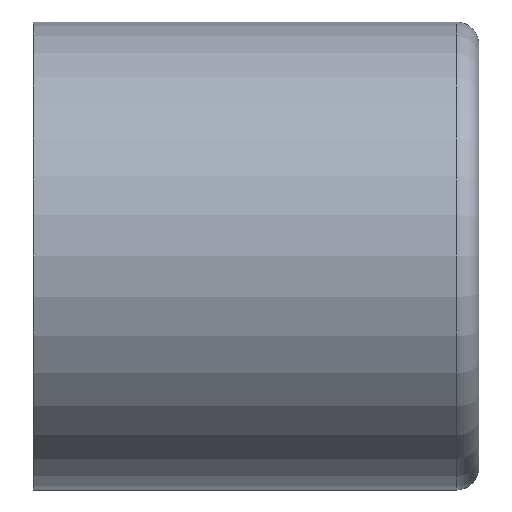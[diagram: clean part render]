
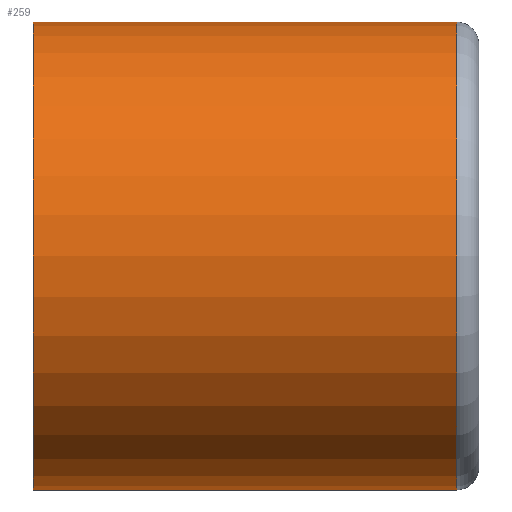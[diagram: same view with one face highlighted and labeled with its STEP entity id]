
A CAD part, left-side view. The second image highlights one B-rep face of the part: STEP entity #259.
In plain terms, the highlighted cylindrical face has radius 42 mm (diameter 84 mm), a partial arc.
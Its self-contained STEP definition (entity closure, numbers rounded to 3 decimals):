
#5 = VECTOR ( 'NONE', #195, 1000. ) ;
#10 = ORIENTED_EDGE ( 'NONE', *, *, #301, .F. ) ;
#14 = CARTESIAN_POINT ( 'NONE',  ( 0., 80., -42. ) ) ;
#16 = VERTEX_POINT ( 'NONE', #294 ) ;
#60 = ORIENTED_EDGE ( 'NONE', *, *, #291, .T. ) ;
#70 = AXIS2_PLACEMENT_3D ( 'NONE', #73, #94, #170 ) ;
#73 = CARTESIAN_POINT ( 'NONE',  ( 0., 4., 0. ) ) ;
#83 = DIRECTION ( 'NONE',  ( 0., 1., 0. ) ) ;
#89 = ORIENTED_EDGE ( 'NONE', *, *, #194, .F. ) ;
#94 = DIRECTION ( 'NONE',  ( 0., 1., 0. ) ) ;
#99 = LINE ( 'NONE', #175, #5 ) ;
#102 = CYLINDRICAL_SURFACE ( 'NONE', #215, 42. ) ;
#112 = EDGE_CURVE ( 'NONE', #16, #317, #310, .T. ) ;
#123 = CARTESIAN_POINT ( 'NONE',  ( 0., 80., 0. ) ) ;
#131 = CARTESIAN_POINT ( 'NONE',  ( 0., 80., 0. ) ) ;
#132 = DIRECTION ( 'NONE',  ( 0., 0., 1. ) ) ;
#149 = CARTESIAN_POINT ( 'NONE',  ( 0., 80., 42. ) ) ;
#170 = DIRECTION ( 'NONE',  ( 0., 0., 1. ) ) ;
#175 = CARTESIAN_POINT ( 'NONE',  ( 0., 80., 42. ) ) ;
#177 = DIRECTION ( 'NONE',  ( 0., -1., 0. ) ) ;
#192 = DIRECTION ( 'NONE',  ( 0., 0., -1. ) ) ;
#194 = EDGE_CURVE ( 'NONE', #257, #317, #99, .T. ) ;
#195 = DIRECTION ( 'NONE',  ( 0., -1., 0. ) ) ;
#202 = EDGE_LOOP ( 'NONE', ( #89, #10, #60, #262 ) ) ;
#203 = AXIS2_PLACEMENT_3D ( 'NONE', #131, #83, #132 ) ;
#207 = DIRECTION ( 'NONE',  ( 0., -1., 0. ) ) ;
#209 = CARTESIAN_POINT ( 'NONE',  ( 0., 4., 42. ) ) ;
#215 = AXIS2_PLACEMENT_3D ( 'NONE', #123, #177, #192 ) ;
#234 = CIRCLE ( 'NONE', #203, 42. ) ;
#236 = LINE ( 'NONE', #14, #273 ) ;
#257 = VERTEX_POINT ( 'NONE', #149 ) ;
#259 = ADVANCED_FACE ( 'NONE', ( #272 ), #102, .T. ) ;
#261 = VERTEX_POINT ( 'NONE', #270 ) ;
#262 = ORIENTED_EDGE ( 'NONE', *, *, #112, .T. ) ;
#270 = CARTESIAN_POINT ( 'NONE',  ( 0., 80., -42. ) ) ;
#272 = FACE_OUTER_BOUND ( 'NONE', #202, .T. ) ;
#273 = VECTOR ( 'NONE', #207, 1000. ) ;
#291 = EDGE_CURVE ( 'NONE', #261, #16, #236, .T. ) ;
#294 = CARTESIAN_POINT ( 'NONE',  ( 0., 4., -42. ) ) ;
#301 = EDGE_CURVE ( 'NONE', #261, #257, #234, .T. ) ;
#310 = CIRCLE ( 'NONE', #70, 42. ) ;
#317 = VERTEX_POINT ( 'NONE', #209 ) ;
